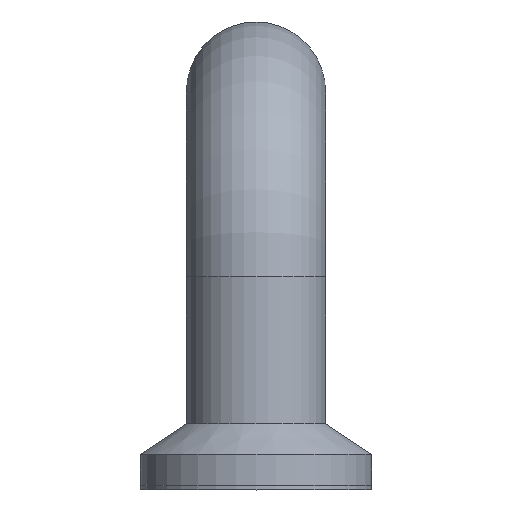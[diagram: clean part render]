
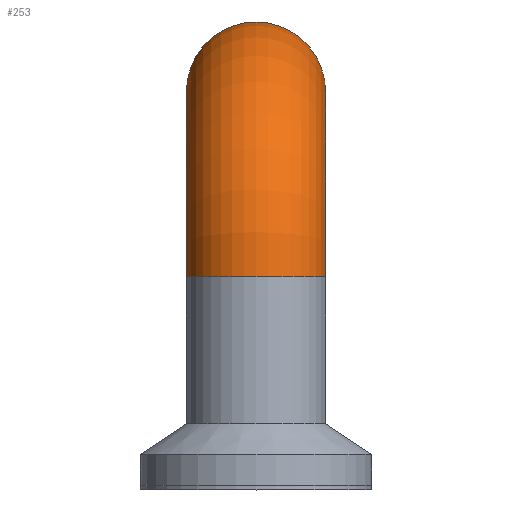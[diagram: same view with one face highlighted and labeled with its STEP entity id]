
A CAD part, top view. The second image highlights one B-rep face of the part: STEP entity #253.
In plain terms, the highlighted toroidal (fillet/blend) face has major radius 12 mm and minor radius 4.5 mm.
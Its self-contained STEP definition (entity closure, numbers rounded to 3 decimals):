
#23=TOROIDAL_SURFACE('',#312,12.,4.5);
#42=FACE_OUTER_BOUND('',#57,.T.);
#57=EDGE_LOOP('',(#222,#223,#224,#225,#226,#227));
#104=CIRCLE('',#310,4.5);
#105=CIRCLE('',#311,4.5);
#106=CIRCLE('',#313,7.5);
#107=CIRCLE('',#314,4.5);
#108=CIRCLE('',#315,4.5);
#129=VERTEX_POINT('',#470);
#130=VERTEX_POINT('',#472);
#131=VERTEX_POINT('',#476);
#132=VERTEX_POINT('',#478);
#162=EDGE_CURVE('',#129,#130,#104,.T.);
#163=EDGE_CURVE('',#130,#129,#105,.T.);
#164=EDGE_CURVE('',#130,#131,#106,.T.);
#165=EDGE_CURVE('',#131,#132,#107,.T.);
#166=EDGE_CURVE('',#132,#131,#108,.T.);
#222=ORIENTED_EDGE('',*,*,#163,.F.);
#223=ORIENTED_EDGE('',*,*,#164,.T.);
#224=ORIENTED_EDGE('',*,*,#165,.T.);
#225=ORIENTED_EDGE('',*,*,#166,.T.);
#226=ORIENTED_EDGE('',*,*,#164,.F.);
#227=ORIENTED_EDGE('',*,*,#162,.F.);
#253=ADVANCED_FACE('',(#42),#23,.T.);
#310=AXIS2_PLACEMENT_3D('',#473,#391,#392);
#311=AXIS2_PLACEMENT_3D('',#474,#393,#394);
#312=AXIS2_PLACEMENT_3D('',#475,#395,#396);
#313=AXIS2_PLACEMENT_3D('',#477,#397,#398);
#314=AXIS2_PLACEMENT_3D('',#479,#399,#400);
#315=AXIS2_PLACEMENT_3D('',#480,#401,#402);
#391=DIRECTION('center_axis',(0.,0.,-1.));
#392=DIRECTION('ref_axis',(-1.,0.,0.));
#393=DIRECTION('center_axis',(0.,0.,-1.));
#394=DIRECTION('ref_axis',(-1.,0.,0.));
#395=DIRECTION('center_axis',(-1.,0.,0.));
#396=DIRECTION('ref_axis',(0.,0.,1.));
#397=DIRECTION('center_axis',(1.,0.,0.));
#398=DIRECTION('ref_axis',(0.,0.,1.));
#399=DIRECTION('center_axis',(0.,1.,0.));
#400=DIRECTION('ref_axis',(-1.,0.,0.));
#401=DIRECTION('center_axis',(0.,1.,0.));
#402=DIRECTION('ref_axis',(-1.,0.,0.));
#470=CARTESIAN_POINT('',(4.5,25.5,-12.));
#472=CARTESIAN_POINT('',(0.,21.,-12.));
#473=CARTESIAN_POINT('Origin',(0.,25.5,-12.));
#474=CARTESIAN_POINT('Origin',(0.,25.5,-12.));
#475=CARTESIAN_POINT('Origin',(0.,13.5,-12.));
#476=CARTESIAN_POINT('',(0.,13.5,-4.5));
#477=CARTESIAN_POINT('Origin',(0.,13.5,-12.));
#478=CARTESIAN_POINT('',(4.5,13.5,0.));
#479=CARTESIAN_POINT('Origin',(0.,13.5,0.));
#480=CARTESIAN_POINT('Origin',(0.,13.5,0.));
